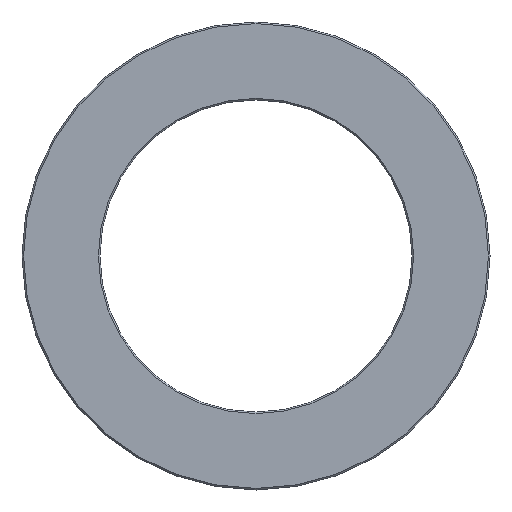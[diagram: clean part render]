
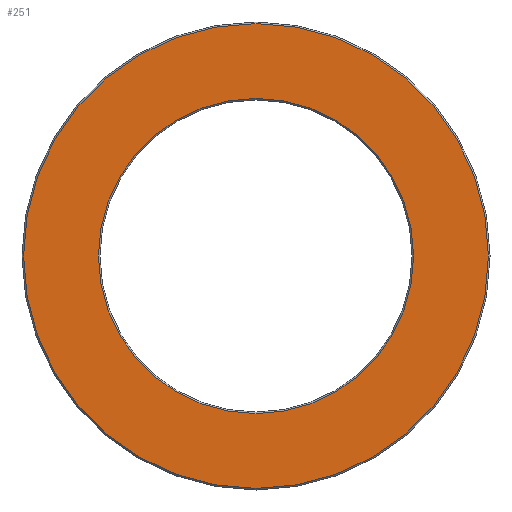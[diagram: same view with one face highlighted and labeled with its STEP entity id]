
A CAD part, front view. The second image highlights one B-rep face of the part: STEP entity #251.
In plain terms, the highlighted planar face has unit normal (0, -1, 0).
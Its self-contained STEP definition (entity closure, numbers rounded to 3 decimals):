
#4 = DIRECTION ( 'NONE',  ( 0., 0., 1. ) ) ;
#6 = AXIS2_PLACEMENT_3D ( 'NONE', #225, #322, #346 ) ;
#9 = DIRECTION ( 'NONE',  ( 0., 1., 0. ) ) ;
#13 = DIRECTION ( 'NONE',  ( 0., 1., 0. ) ) ;
#26 = DIRECTION ( 'NONE',  ( 0., -1., 0. ) ) ;
#33 = EDGE_CURVE ( 'NONE', #125, #315, #221, .T. ) ;
#44 = DIRECTION ( 'NONE',  ( 0., 0., 1. ) ) ;
#64 = CIRCLE ( 'NONE', #227, 303. ) ;
#70 = AXIS2_PLACEMENT_3D ( 'NONE', #213, #9, #246 ) ;
#101 = ORIENTED_EDGE ( 'NONE', *, *, #377, .T. ) ;
#122 = CARTESIAN_POINT ( 'NONE',  ( 0., 0., -447. ) ) ;
#125 = VERTEX_POINT ( 'NONE', #325 ) ;
#130 = CARTESIAN_POINT ( 'NONE',  ( 0., 0., -303. ) ) ;
#135 = EDGE_CURVE ( 'NONE', #138, #375, #203, .T. ) ;
#138 = VERTEX_POINT ( 'NONE', #130 ) ;
#144 = ORIENTED_EDGE ( 'NONE', *, *, #33, .T. ) ;
#154 = PLANE ( 'NONE',  #70 ) ;
#168 = FACE_OUTER_BOUND ( 'NONE', #393, .T. ) ;
#175 = AXIS2_PLACEMENT_3D ( 'NONE', #367, #26, #4 ) ;
#186 = ORIENTED_EDGE ( 'NONE', *, *, #406, .T. ) ;
#203 = CIRCLE ( 'NONE', #293, 303. ) ;
#207 = ORIENTED_EDGE ( 'NONE', *, *, #135, .T. ) ;
#213 = CARTESIAN_POINT ( 'NONE',  ( 0., 0., 0. ) ) ;
#221 = CIRCLE ( 'NONE', #175, 447. ) ;
#225 = CARTESIAN_POINT ( 'NONE',  ( 0., 0., 0. ) ) ;
#227 = AXIS2_PLACEMENT_3D ( 'NONE', #288, #13, #390 ) ;
#246 = DIRECTION ( 'NONE',  ( 0., 0., 1. ) ) ;
#251 = ADVANCED_FACE ( 'NONE', ( #419, #168 ), #154, .F. ) ;
#266 = EDGE_LOOP ( 'NONE', ( #207, #186 ) ) ;
#288 = CARTESIAN_POINT ( 'NONE',  ( 0., 0., 0. ) ) ;
#293 = AXIS2_PLACEMENT_3D ( 'NONE', #360, #384, #44 ) ;
#296 = CIRCLE ( 'NONE', #6, 447. ) ;
#315 = VERTEX_POINT ( 'NONE', #122 ) ;
#322 = DIRECTION ( 'NONE',  ( 0., -1., 0. ) ) ;
#325 = CARTESIAN_POINT ( 'NONE',  ( 0., 0., 447. ) ) ;
#346 = DIRECTION ( 'NONE',  ( 0., 0., 1. ) ) ;
#360 = CARTESIAN_POINT ( 'NONE',  ( 0., 0., 0. ) ) ;
#367 = CARTESIAN_POINT ( 'NONE',  ( 0., 0., 0. ) ) ;
#375 = VERTEX_POINT ( 'NONE', #432 ) ;
#377 = EDGE_CURVE ( 'NONE', #315, #125, #296, .T. ) ;
#384 = DIRECTION ( 'NONE',  ( 0., 1., 0. ) ) ;
#390 = DIRECTION ( 'NONE',  ( 0., 0., 1. ) ) ;
#393 = EDGE_LOOP ( 'NONE', ( #144, #101 ) ) ;
#406 = EDGE_CURVE ( 'NONE', #375, #138, #64, .T. ) ;
#419 = FACE_BOUND ( 'NONE', #266, .T. ) ;
#432 = CARTESIAN_POINT ( 'NONE',  ( 0., 0., 303. ) ) ;
